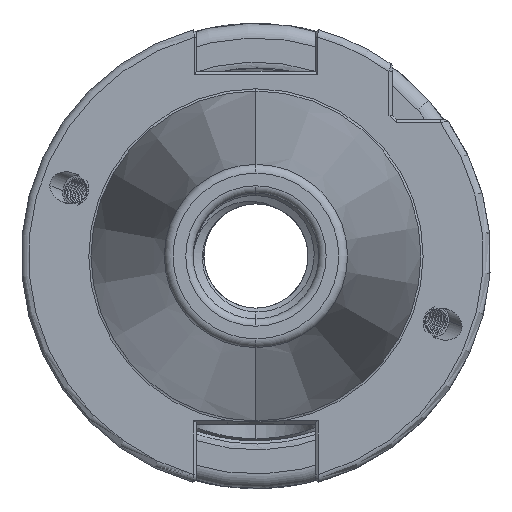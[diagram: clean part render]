
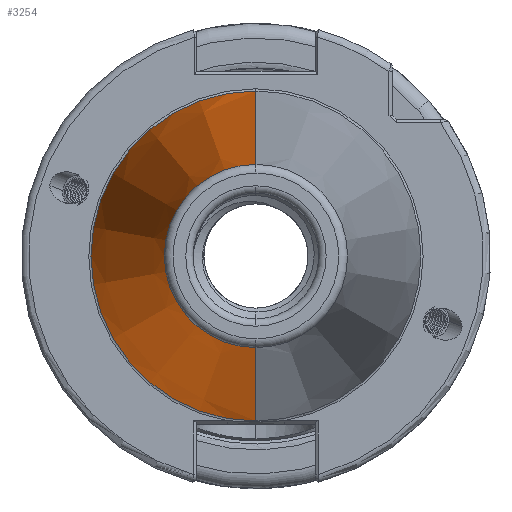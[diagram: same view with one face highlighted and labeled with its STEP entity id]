
A CAD part, left-side view. The second image highlights one B-rep face of the part: STEP entity #3254.
In plain terms, the highlighted conical face has half-angle 8.297 degrees and reference radius 22.692 mm.
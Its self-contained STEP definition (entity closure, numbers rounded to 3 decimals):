
#2646 = FACE_OUTER_BOUND ( 'NONE', #19449, .T. ) ;
#2651 = CONICAL_SURFACE ( 'NONE', #15290, 22.692, 0.145 ) ;
#3254 = ADVANCED_FACE ( 'NONE', ( #2646 ), #2651, .T. ) ;
#6307 = CARTESIAN_POINT ( 'NONE',  ( -2.5, 0., 22.327 ) ) ;
#6325 = CARTESIAN_POINT ( 'NONE',  ( -2.5, 0., -22.327 ) ) ;
#6341 = CARTESIAN_POINT ( 'NONE',  ( -70.573, 0., -12.4 ) ) ;
#7664 = AXIS2_PLACEMENT_3D ( 'NONE', #13244, #13230, #13214 ) ;
#9181 = DIRECTION ( 'NONE',  ( 0., 0., -1. ) ) ;
#9190 = DIRECTION ( 'NONE',  ( 1., 0., 0. ) ) ;
#9196 = CARTESIAN_POINT ( 'NONE',  ( 0., 0., 0. ) ) ;
#12412 = VERTEX_POINT ( 'NONE', #6325 ) ;
#12413 = VERTEX_POINT ( 'NONE', #6307 ) ;
#12414 = VERTEX_POINT ( 'NONE', #6341 ) ;
#12509 = ORIENTED_EDGE ( 'NONE', *, *, #26138, .T. ) ;
#12518 = ORIENTED_EDGE ( 'NONE', *, *, #26124, .F. ) ;
#12519 = ORIENTED_EDGE ( 'NONE', *, *, #26189, .T. ) ;
#12524 = ORIENTED_EDGE ( 'NONE', *, *, #26147, .F. ) ;
#13214 = DIRECTION ( 'NONE',  ( 0., 0., 1. ) ) ;
#13230 = DIRECTION ( 'NONE',  ( 1., 0., 0. ) ) ;
#13244 = CARTESIAN_POINT ( 'NONE',  ( -70.573, 0., 0. ) ) ;
#15069 = AXIS2_PLACEMENT_3D ( 'NONE', #22033, #22055, #22047 ) ;
#15290 = AXIS2_PLACEMENT_3D ( 'NONE', #9196, #9190, #9181 ) ;
#18402 = LINE ( 'NONE', #22142, #18403 ) ;
#18403 = VECTOR ( 'NONE', #22117, 1000. ) ;
#18427 = CIRCLE ( 'NONE', #15069, 22.327 ) ;
#18446 = LINE ( 'NONE', #22183, #18467 ) ;
#18467 = VECTOR ( 'NONE', #22189, 1000. ) ;
#18479 = CIRCLE ( 'NONE', #7664, 12.4 ) ;
#19449 = EDGE_LOOP ( 'NONE', ( #12519, #12509, #12518, #12524 ) ) ;
#21929 = CARTESIAN_POINT ( 'NONE',  ( -70.573, 0., 12.4 ) ) ;
#22033 = CARTESIAN_POINT ( 'NONE',  ( -2.5, 0., 0. ) ) ;
#22047 = DIRECTION ( 'NONE',  ( 0., 0., -1. ) ) ;
#22055 = DIRECTION ( 'NONE',  ( 1., 0., 0. ) ) ;
#22117 = DIRECTION ( 'NONE',  ( 0.99, 0., 0.144 ) ) ;
#22142 = CARTESIAN_POINT ( 'NONE',  ( 0., 0., 22.692 ) ) ;
#22183 = CARTESIAN_POINT ( 'NONE',  ( 0., 0., -22.692 ) ) ;
#22189 = DIRECTION ( 'NONE',  ( 0.99, 0., -0.144 ) ) ;
#22989 = VERTEX_POINT ( 'NONE', #21929 ) ;
#26124 = EDGE_CURVE ( 'NONE', #12412, #12413, #18427, .T. ) ;
#26138 = EDGE_CURVE ( 'NONE', #22989, #12413, #18402, .T. ) ;
#26147 = EDGE_CURVE ( 'NONE', #12414, #12412, #18446, .T. ) ;
#26189 = EDGE_CURVE ( 'NONE', #12414, #22989, #18479, .T. ) ;
